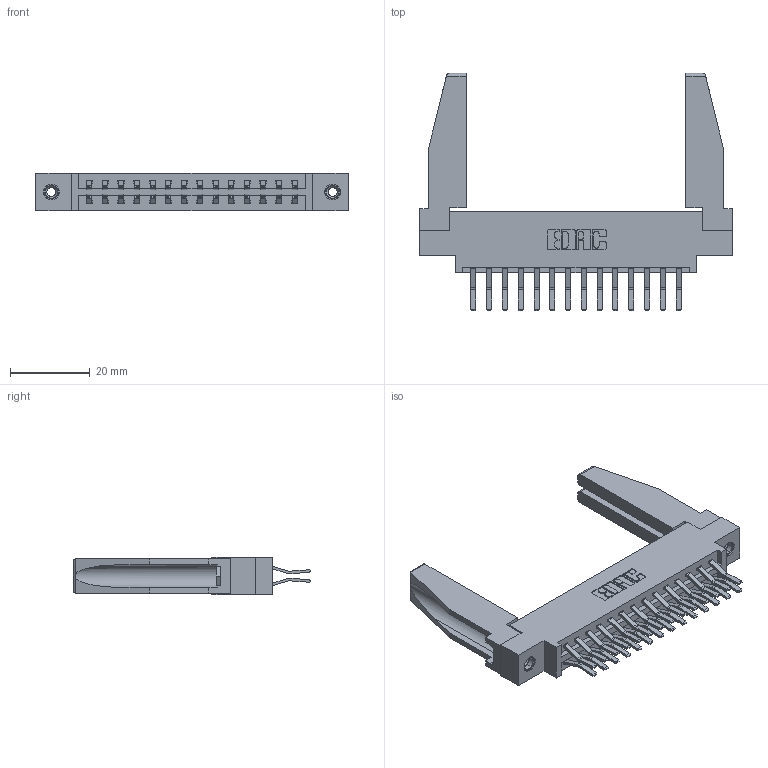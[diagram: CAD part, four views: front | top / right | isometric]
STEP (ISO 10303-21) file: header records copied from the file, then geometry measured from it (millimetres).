
FILE_DESCRIPTION (( 'STEP AP203' ), '1' );
FILE_NAME ('387-028-560-878.STEP', '2019-10-16T23:26:39', ( '' ), ( '' ), 'SwSTEP 2.0', 'SolidWorks 2016', '' );
FILE_SCHEMA (( 'CONFIG_CONTROL_DESIGN' ));
Length unit declared in the file: inch
Products named in the file (5): 387-028-560-878; 337 Part_0.170 Offset - 0.156 Dia-TI; 307-220-078; 345-292-001_560 Tail; 345-250-001_345-250-001-102
Assembly tree (33 placements, depth 2):
  387-028-560-878
    337 Part_0.170 Offset - 0.156 Dia-TI
    345-292-001_560 Tail  x28
    345-250-001_345-250-001-102  x2
    307-220-078  x2
Bounding box: 78.49 x 59.58 x 9.4 mm (x, y, z)
Volume: 11958.1 mm3; surface area: 13201.7 mm2
Topology: 33 solids, 33 shells, 1816 faces, 5329 edges, 3506 vertices
Faces by surface type: plane 1222, cylinder 578, cone 12, torus 4
Entity records: 17136 total; most frequent: CARTESIAN_POINT 2912, ORIENTED_EDGE 2804, DIRECTION 2538, EDGE_CURVE 1402, VECTOR 1232, LINE 1232, VERTEX_POINT 928, AXIS2_PLACEMENT_3D 653
